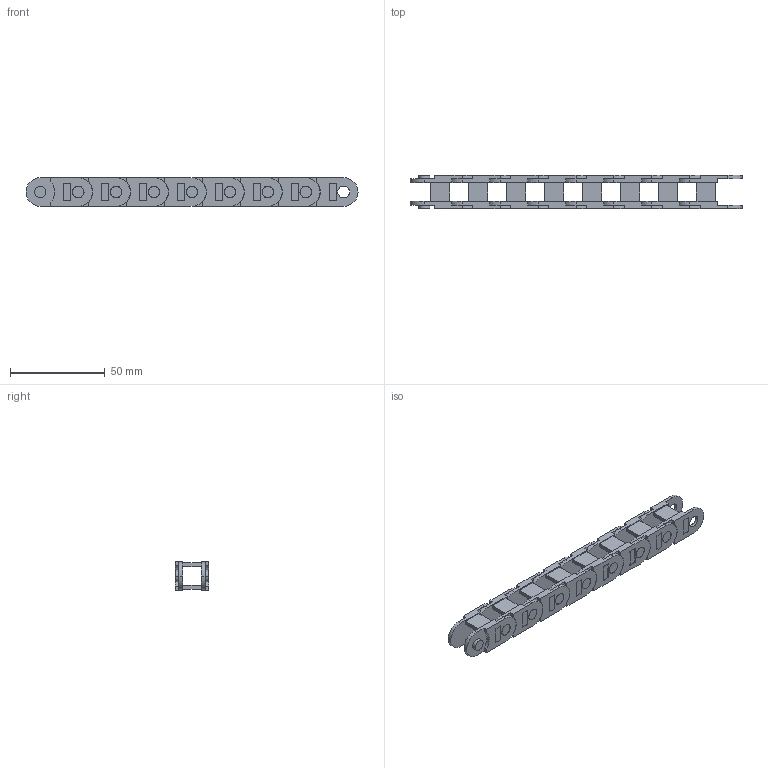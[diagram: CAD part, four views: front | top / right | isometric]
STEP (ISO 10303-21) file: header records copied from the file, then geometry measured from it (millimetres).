
FILE_DESCRIPTION((''),'2;1');
FILE_NAME('ENERGIEKETTE_LNGER0_ASM','2023-12-05T22:40:15',('id734662'),(''),'CREO PARAMETRIC BY PTC INC, 2023073','CREO PARAMETRIC BY PTC INC, 2023073','');
FILE_SCHEMA(('CONFIG_CONTROL_DESIGN'));
Length unit declared in the file: millimetre
Products named in the file (10): 2023_11_16_20_06_09_0606; 2023_11_16_20_06_09_0590; 2023_11_16_20_06_09_0574; 2023_11_16_20_06_09_0559; 2023_11_16_20_06_09_0543; 2023_11_16_20_06_09_0527; 2023_11_16_20_06_09_0512; 2023_11_16_20_06_09_0496; 2023_11_16_20_06_09_0402_ASM; ENERGIEKETTE_LNGER0_ASM
Assembly tree (9 placements, depth 3):
  ENERGIEKETTE_LNGER0_ASM
    2023_11_16_20_06_09_0402_ASM
      2023_11_16_20_06_09_0606
      2023_11_16_20_06_09_0590
      2023_11_16_20_06_09_0574
      2023_11_16_20_06_09_0559
      2023_11_16_20_06_09_0543
      2023_11_16_20_06_09_0527
      2023_11_16_20_06_09_0512
      2023_11_16_20_06_09_0496
Bounding box: 175 x 17.4 x 15 mm (x, y, z)
Volume: 20009.9 mm3; surface area: 22684 mm2
Topology: 8 solids, 8 shells, 512 faces, 1344 edges, 896 vertices
Faces by surface type: plane 320, cylinder 192
Entity records: 16173 total; most frequent: DIRECTION 2806, CARTESIAN_POINT 2779, ORIENTED_EDGE 2688, EDGE_CURVE 1344, VECTOR 960, LINE 960, AXIS2_PLACEMENT_3D 923, VERTEX_POINT 896
